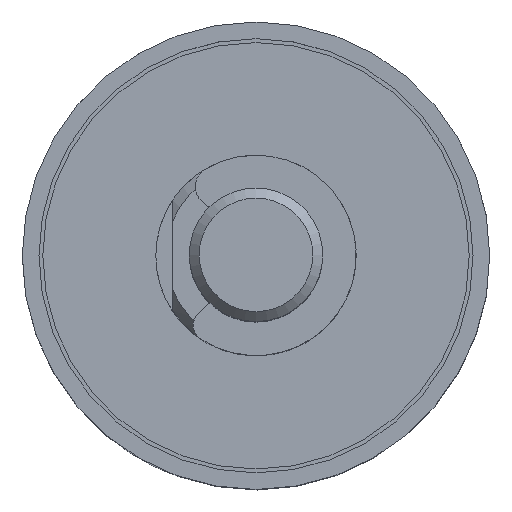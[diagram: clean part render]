
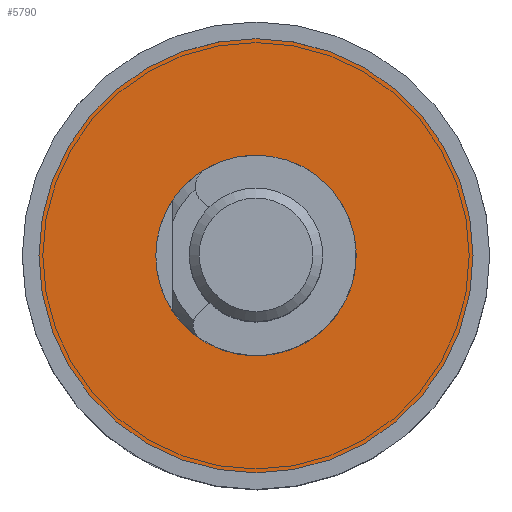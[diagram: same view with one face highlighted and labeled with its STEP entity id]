
A CAD part, top view. The second image highlights one B-rep face of the part: STEP entity #5790.
In plain terms, the highlighted planar face has unit normal (0, 0, 1).
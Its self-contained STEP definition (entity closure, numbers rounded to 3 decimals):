
#18 = DIRECTION ( 'NONE',  ( 0., 0., 1. ) ) ;
#720 = CARTESIAN_POINT ( 'NONE',  ( 6.5, 0., 0.5 ) ) ;
#787 = ORIENTED_EDGE ( 'NONE', *, *, #4796, .T. ) ;
#858 = EDGE_LOOP ( 'NONE', ( #1154 ) ) ;
#1134 = CARTESIAN_POINT ( 'NONE',  ( 3., 0., 0.5 ) ) ;
#1154 = ORIENTED_EDGE ( 'NONE', *, *, #7884, .T. ) ;
#1199 = DIRECTION ( 'NONE',  ( 1., 0., 0. ) ) ;
#1272 = CARTESIAN_POINT ( 'NONE',  ( 0., 0., 0.5 ) ) ;
#1709 = DIRECTION ( 'NONE',  ( 0., 0., 1. ) ) ;
#1718 = DIRECTION ( 'NONE',  ( 0., 0., -1. ) ) ;
#1778 = PLANE ( 'NONE',  #6240 ) ;
#1882 = VERTEX_POINT ( 'NONE', #2583 ) ;
#2284 = EDGE_LOOP ( 'NONE', ( #787 ) ) ;
#2583 = CARTESIAN_POINT ( 'NONE',  ( -3., 0., 0.5 ) ) ;
#3046 = FACE_BOUND ( 'NONE', #858, .T. ) ;
#3502 = VERTEX_POINT ( 'NONE', #720 ) ;
#3668 = AXIS2_PLACEMENT_3D ( 'NONE', #4134, #1718, #4795 ) ;
#4134 = CARTESIAN_POINT ( 'NONE',  ( 0., 0., 0.5 ) ) ;
#4795 = DIRECTION ( 'NONE',  ( -1., 0., 0. ) ) ;
#4796 = EDGE_CURVE ( 'NONE', #3502, #3502, #7792, .T. ) ;
#4998 = AXIS2_PLACEMENT_3D ( 'NONE', #1272, #18, #1199 ) ;
#5736 = CIRCLE ( 'NONE', #3668, 3. ) ;
#5790 = ADVANCED_FACE ( 'NONE', ( #3046, #7295 ), #1778, .T. ) ;
#6240 = AXIS2_PLACEMENT_3D ( 'NONE', #1134, #1709, #7825 ) ;
#7295 = FACE_OUTER_BOUND ( 'NONE', #2284, .T. ) ;
#7792 = CIRCLE ( 'NONE', #4998, 6.5 ) ;
#7825 = DIRECTION ( 'NONE',  ( 1., 0., 0. ) ) ;
#7884 = EDGE_CURVE ( 'NONE', #1882, #1882, #5736, .T. ) ;
